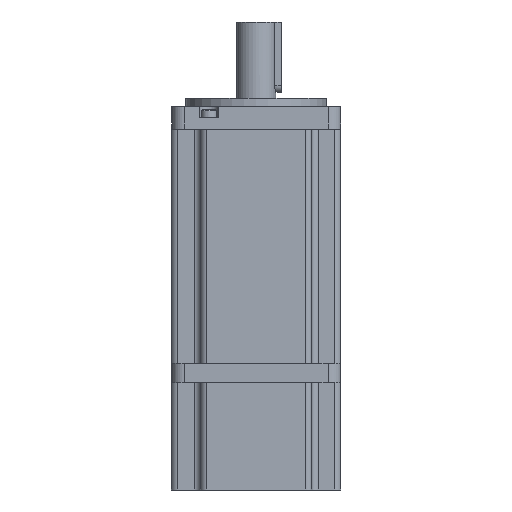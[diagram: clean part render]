
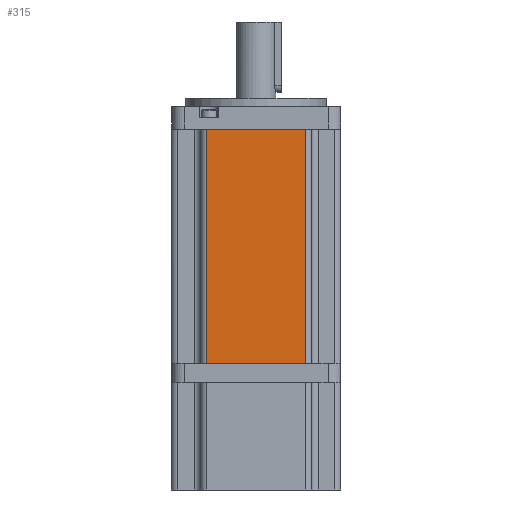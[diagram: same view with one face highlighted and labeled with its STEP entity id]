
A CAD part, front view. The second image highlights one B-rep face of the part: STEP entity #315.
In plain terms, the highlighted planar face has unit normal (0, -1, 0).
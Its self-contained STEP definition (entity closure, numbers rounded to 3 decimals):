
#315 = ADVANCED_FACE ( 'NONE', ( #3811 ), #5376, .F. ) ;
#392 = LINE ( 'NONE', #2240, #1336 ) ;
#635 = DIRECTION ( 'NONE',  ( 0., 1., 0. ) ) ;
#1316 = AXIS2_PLACEMENT_3D ( 'NONE', #6667, #635, #2590 ) ;
#1336 = VECTOR ( 'NONE', #3590, 1000. ) ;
#1609 = VECTOR ( 'NONE', #8290, 1000. ) ;
#2056 = CARTESIAN_POINT ( 'NONE',  ( -17.499, -29.9, -83. ) ) ;
#2062 = ORIENTED_EDGE ( 'NONE', *, *, #3333, .T. ) ;
#2104 = EDGE_CURVE ( 'NONE', #5808, #7056, #6633, .T. ) ;
#2112 = CARTESIAN_POINT ( 'NONE',  ( 17.499, -29.9, -83. ) ) ;
#2240 = CARTESIAN_POINT ( 'NONE',  ( 17.499, -29.9, -83. ) ) ;
#2403 = DIRECTION ( 'NONE',  ( -1., 0., 0. ) ) ;
#2453 = ORIENTED_EDGE ( 'NONE', *, *, #2104, .T. ) ;
#2577 = EDGE_LOOP ( 'NONE', ( #2062, #8801, #5059, #2453 ) ) ;
#2590 = DIRECTION ( 'NONE',  ( 0., 0., 1. ) ) ;
#3182 = LINE ( 'NONE', #2056, #8181 ) ;
#3333 = EDGE_CURVE ( 'NONE', #7056, #8772, #5539, .T. ) ;
#3391 = EDGE_CURVE ( 'NONE', #3931, #8772, #3182, .T. ) ;
#3399 = VECTOR ( 'NONE', #2403, 1000. ) ;
#3590 = DIRECTION ( 'NONE',  ( -1., 0., 0. ) ) ;
#3811 = FACE_OUTER_BOUND ( 'NONE', #2577, .T. ) ;
#3931 = VERTEX_POINT ( 'NONE', #6151 ) ;
#4794 = DIRECTION ( 'NONE',  ( 0., 0., 1. ) ) ;
#5059 = ORIENTED_EDGE ( 'NONE', *, *, #7736, .F. ) ;
#5197 = CARTESIAN_POINT ( 'NONE',  ( 17.499, -29.9, 0. ) ) ;
#5376 = PLANE ( 'NONE',  #1316 ) ;
#5539 = LINE ( 'NONE', #5197, #3399 ) ;
#5808 = VERTEX_POINT ( 'NONE', #2112 ) ;
#6127 = CARTESIAN_POINT ( 'NONE',  ( 17.499, -29.9, -83. ) ) ;
#6151 = CARTESIAN_POINT ( 'NONE',  ( -17.499, -29.9, -83. ) ) ;
#6633 = LINE ( 'NONE', #6127, #1609 ) ;
#6667 = CARTESIAN_POINT ( 'NONE',  ( 17.499, -29.9, -83. ) ) ;
#6797 = CARTESIAN_POINT ( 'NONE',  ( -17.499, -29.9, 0. ) ) ;
#7056 = VERTEX_POINT ( 'NONE', #8168 ) ;
#7736 = EDGE_CURVE ( 'NONE', #5808, #3931, #392, .T. ) ;
#8168 = CARTESIAN_POINT ( 'NONE',  ( 17.499, -29.9, 0. ) ) ;
#8181 = VECTOR ( 'NONE', #4794, 1000. ) ;
#8290 = DIRECTION ( 'NONE',  ( 0., 0., 1. ) ) ;
#8772 = VERTEX_POINT ( 'NONE', #6797 ) ;
#8801 = ORIENTED_EDGE ( 'NONE', *, *, #3391, .F. ) ;
